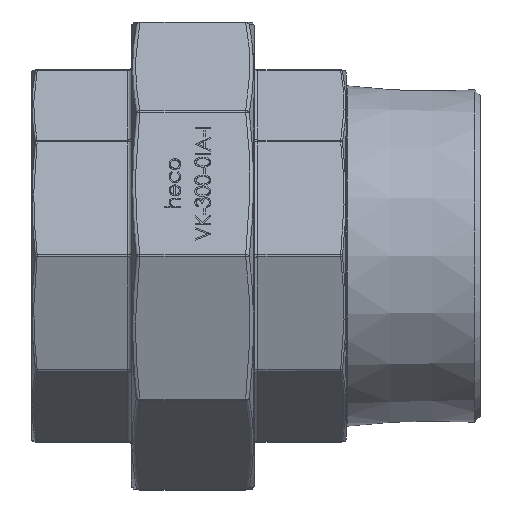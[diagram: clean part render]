
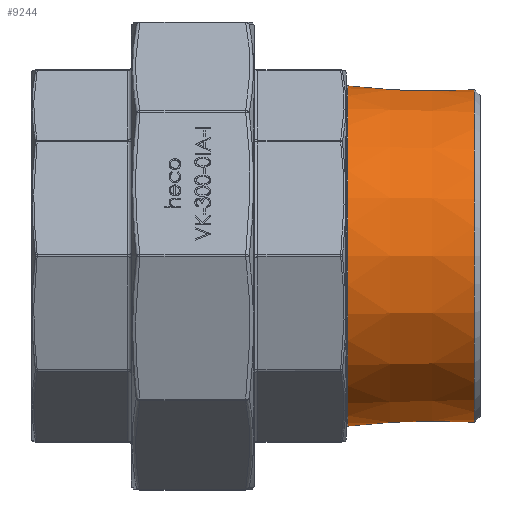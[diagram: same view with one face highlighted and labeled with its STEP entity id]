
A CAD part, top view. The second image highlights one B-rep face of the part: STEP entity #9244.
In plain terms, the highlighted conical face has half-angle 1.79 degrees and reference radius 43.94 mm.
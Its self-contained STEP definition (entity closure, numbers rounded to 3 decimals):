
#2575 = ORIENTED_EDGE ( 'NONE', *, *, #12330, .T. ) ;
#2585 = CARTESIAN_POINT ( 'NONE',  ( 37.484, 0., 0. ) ) ;
#3008 = FACE_BOUND ( 'NONE', #13097, .T. ) ;
#3542 = ORIENTED_EDGE ( 'NONE', *, *, #20007, .T. ) ;
#4847 = CARTESIAN_POINT ( 'NONE',  ( 51.4, 0., 0. ) ) ;
#5101 = DIRECTION ( 'NONE',  ( 0., 0., 1. ) ) ;
#5782 = CARTESIAN_POINT ( 'NONE',  ( 37.484, 0., 44.375 ) ) ;
#6800 = DIRECTION ( 'NONE',  ( -1., 0., 0. ) ) ;
#7145 = EDGE_LOOP ( 'NONE', ( #2575 ) ) ;
#8736 = AXIS2_PLACEMENT_3D ( 'NONE', #2585, #13929, #12122 ) ;
#9244 = ADVANCED_FACE ( 'NONE', ( #21010, #3008 ), #16426, .T. ) ;
#9435 = CIRCLE ( 'NONE', #21808, 43.344 ) ;
#11546 = VERTEX_POINT ( 'NONE', #5782 ) ;
#11965 = DIRECTION ( 'NONE',  ( 0., 0., 1. ) ) ;
#12122 = DIRECTION ( 'NONE',  ( 0., 0., 1. ) ) ;
#12330 = EDGE_CURVE ( 'NONE', #11546, #11546, #16459, .T. ) ;
#13001 = CARTESIAN_POINT ( 'NONE',  ( 70.472, 0., 43.344 ) ) ;
#13097 = EDGE_LOOP ( 'NONE', ( #3542 ) ) ;
#13346 = AXIS2_PLACEMENT_3D ( 'NONE', #4847, #19420, #11965 ) ;
#13929 = DIRECTION ( 'NONE',  ( 1., 0., 0. ) ) ;
#16426 = CONICAL_SURFACE ( 'NONE', #13346, 43.94, 0.031 ) ;
#16459 = CIRCLE ( 'NONE', #8736, 44.375 ) ;
#16944 = CARTESIAN_POINT ( 'NONE',  ( 70.472, 0., 0. ) ) ;
#16980 = VERTEX_POINT ( 'NONE', #13001 ) ;
#19420 = DIRECTION ( 'NONE',  ( -1., 0., 0. ) ) ;
#20007 = EDGE_CURVE ( 'NONE', #16980, #16980, #9435, .T. ) ;
#21010 = FACE_OUTER_BOUND ( 'NONE', #7145, .T. ) ;
#21808 = AXIS2_PLACEMENT_3D ( 'NONE', #16944, #6800, #5101 ) ;
